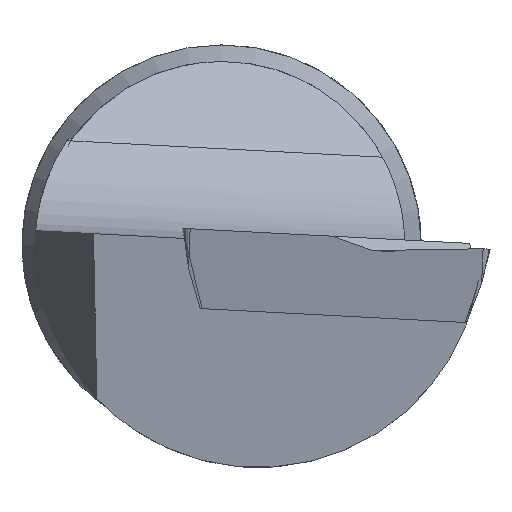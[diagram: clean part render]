
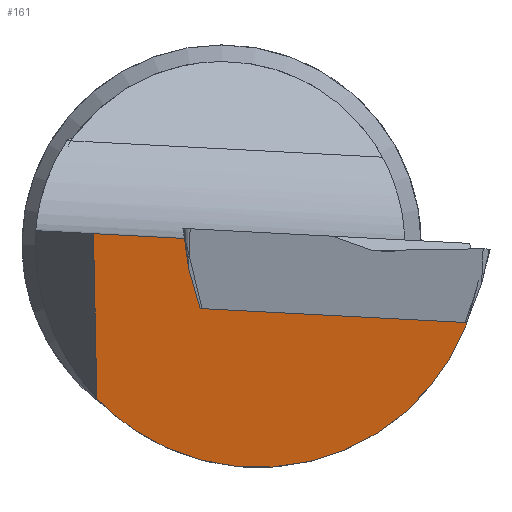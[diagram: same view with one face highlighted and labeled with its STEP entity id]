
A CAD part, left-side view. The second image highlights one B-rep face of the part: STEP entity #161.
In plain terms, the highlighted planar face has unit normal (-0.991, 0.058, -0.119).
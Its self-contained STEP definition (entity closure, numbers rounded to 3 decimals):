
#142=ELLIPSE('',#618,6.76,6.7);
#161=ADVANCED_FACE('',(#205),#182,.T.);
#182=PLANE('',#623);
#205=FACE_OUTER_BOUND('',#239,.T.);
#239=EDGE_LOOP('',(#320,#321,#322,#323,#324,#325));
#320=ORIENTED_EDGE('',*,*,#477,.T.);
#321=ORIENTED_EDGE('',*,*,#478,.T.);
#322=ORIENTED_EDGE('',*,*,#439,.F.);
#323=ORIENTED_EDGE('',*,*,#479,.T.);
#324=ORIENTED_EDGE('',*,*,#473,.F.);
#325=ORIENTED_EDGE('',*,*,#480,.T.);
#392=VERTEX_POINT('',#786);
#393=VERTEX_POINT('',#787);
#417=VERTEX_POINT('',#901);
#418=VERTEX_POINT('',#903);
#420=VERTEX_POINT('',#911);
#421=VERTEX_POINT('',#912);
#439=EDGE_CURVE('',#392,#393,#508,.T.);
#473=EDGE_CURVE('',#417,#418,#142,.T.);
#477=EDGE_CURVE('',#420,#421,#521,.T.);
#478=EDGE_CURVE('',#421,#393,#522,.T.);
#479=EDGE_CURVE('',#392,#418,#523,.T.);
#480=EDGE_CURVE('',#417,#420,#524,.T.);
#508=LINE('',#785,#549);
#521=LINE('',#910,#562);
#522=LINE('',#913,#563);
#523=LINE('',#914,#564);
#524=LINE('',#915,#565);
#549=VECTOR('',#643,1.);
#562=VECTOR('',#720,1.);
#563=VECTOR('',#721,1.);
#564=VECTOR('',#722,1.);
#565=VECTOR('',#723,1.);
#618=AXIS2_PLACEMENT_3D('',#902,#709,#710);
#623=AXIS2_PLACEMENT_3D('',#916,#724,#725);
#643=DIRECTION('',(-0.052,-0.997,-0.052));
#709=DIRECTION('',(0.991,-0.058,0.119));
#710=DIRECTION('',(0.132,0.436,-0.89));
#720=DIRECTION('',(0.052,0.997,0.052));
#721=DIRECTION('',(-0.102,0.237,0.966));
#722=DIRECTION('',(0.118,-0.02,-0.993));
#723=DIRECTION('',(0.132,0.324,-0.937));
#724=DIRECTION('',(-0.991,0.058,-0.119));
#725=DIRECTION('',(-0.119,0.,0.993));
#785=CARTESIAN_POINT('',(0.037,-12.912,-0.551));
#786=CARTESIAN_POINT('',(0.917,3.852,0.327));
#787=CARTESIAN_POINT('',(0.772,1.104,0.183));
#901=CARTESIAN_POINT('',(0.435,-7.673,-1.301));
#902=CARTESIAN_POINT('',(0.665,-1.1,0.));
#903=CARTESIAN_POINT('',(1.505,3.751,-4.622));
#910=CARTESIAN_POINT('',(0.292,-12.817,-2.629));
#911=CARTESIAN_POINT('',(0.581,-7.313,-2.341));
#912=CARTESIAN_POINT('',(0.995,0.587,-1.927));
#913=CARTESIAN_POINT('',(1.146,0.237,-3.356));
#914=CARTESIAN_POINT('',(0.881,3.859,0.628));
#915=CARTESIAN_POINT('',(0.074,-8.562,1.269));
#916=CARTESIAN_POINT('',(0.,-12.926,-0.252));
